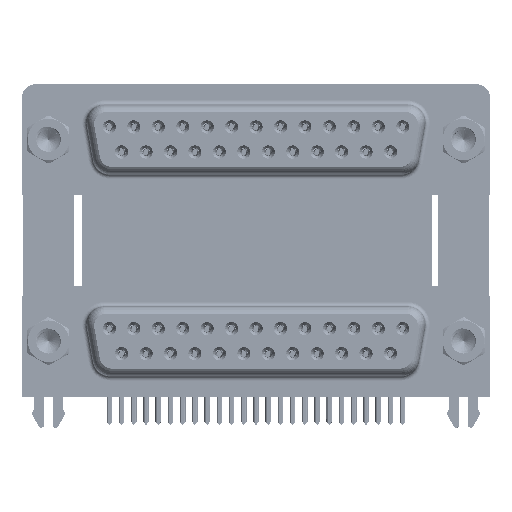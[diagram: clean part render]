
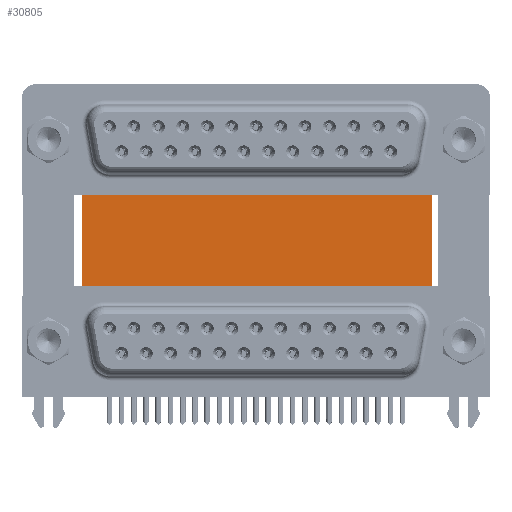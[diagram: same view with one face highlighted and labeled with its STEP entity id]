
A CAD part, top view. The second image highlights one B-rep face of the part: STEP entity #30805.
In plain terms, the highlighted planar face has unit normal (0, 0, 1).
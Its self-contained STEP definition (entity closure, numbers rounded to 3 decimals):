
#4942 = VECTOR ( 'NONE', #15982, 1000. ) ;
#7576 = CARTESIAN_POINT ( 'NONE',  ( 3.79, 16.585, -12. ) ) ;
#11790 = ORIENTED_EDGE ( 'NONE', *, *, #65801, .F. ) ;
#13526 = EDGE_CURVE ( 'NONE', #15977, #47787, #45906, .T. ) ;
#14280 = CARTESIAN_POINT ( 'NONE',  ( 43.43, 16.585, -12. ) ) ;
#15977 = VERTEX_POINT ( 'NONE', #51872 ) ;
#15982 = DIRECTION ( 'NONE',  ( 1., 0., 0. ) ) ;
#19327 = PLANE ( 'NONE',  #52223 ) ;
#19389 = DIRECTION ( 'NONE',  ( 0., -1., 0. ) ) ;
#19999 = DIRECTION ( 'NONE',  ( -1., 0., 0. ) ) ;
#21634 = EDGE_CURVE ( 'NONE', #46787, #47787, #37382, .T. ) ;
#21739 = CARTESIAN_POINT ( 'NONE',  ( 3.79, -3.735, -12. ) ) ;
#25700 = CARTESIAN_POINT ( 'NONE',  ( 3.79, -3.735, -12. ) ) ;
#27415 = CARTESIAN_POINT ( 'NONE',  ( 3.79, 16.585, -12. ) ) ;
#30549 = DIRECTION ( 'NONE',  ( 0., 0., -1. ) ) ;
#30805 = ADVANCED_FACE ( 'NONE', ( #65213 ), #19327, .F. ) ;
#32171 = DIRECTION ( 'NONE',  ( 1., 0., 0. ) ) ;
#34420 = EDGE_CURVE ( 'NONE', #58756, #46787, #56256, .T. ) ;
#37382 = LINE ( 'NONE', #21739, #4942 ) ;
#38008 = EDGE_LOOP ( 'NONE', ( #57505, #64114, #11790, #51453 ) ) ;
#40978 = DIRECTION ( 'NONE',  ( 0., -1., 0. ) ) ;
#43658 = VECTOR ( 'NONE', #19389, 1000. ) ;
#45840 = CARTESIAN_POINT ( 'NONE',  ( 3.79, 16.585, -12. ) ) ;
#45906 = LINE ( 'NONE', #14280, #43658 ) ;
#46787 = VERTEX_POINT ( 'NONE', #25700 ) ;
#47787 = VERTEX_POINT ( 'NONE', #58462 ) ;
#50293 = VECTOR ( 'NONE', #40978, 1000. ) ;
#51453 = ORIENTED_EDGE ( 'NONE', *, *, #34420, .T. ) ;
#51872 = CARTESIAN_POINT ( 'NONE',  ( 43.43, 16.585, -12. ) ) ;
#52223 = AXIS2_PLACEMENT_3D ( 'NONE', #45840, #30549, #19999 ) ;
#56256 = LINE ( 'NONE', #62015, #50293 ) ;
#57242 = VECTOR ( 'NONE', #32171, 1000. ) ;
#57505 = ORIENTED_EDGE ( 'NONE', *, *, #21634, .T. ) ;
#57675 = LINE ( 'NONE', #27415, #57242 ) ;
#58462 = CARTESIAN_POINT ( 'NONE',  ( 43.43, -3.735, -12. ) ) ;
#58756 = VERTEX_POINT ( 'NONE', #7576 ) ;
#62015 = CARTESIAN_POINT ( 'NONE',  ( 3.79, 16.585, -12. ) ) ;
#64114 = ORIENTED_EDGE ( 'NONE', *, *, #13526, .F. ) ;
#65213 = FACE_OUTER_BOUND ( 'NONE', #38008, .T. ) ;
#65801 = EDGE_CURVE ( 'NONE', #58756, #15977, #57675, .T. ) ;
